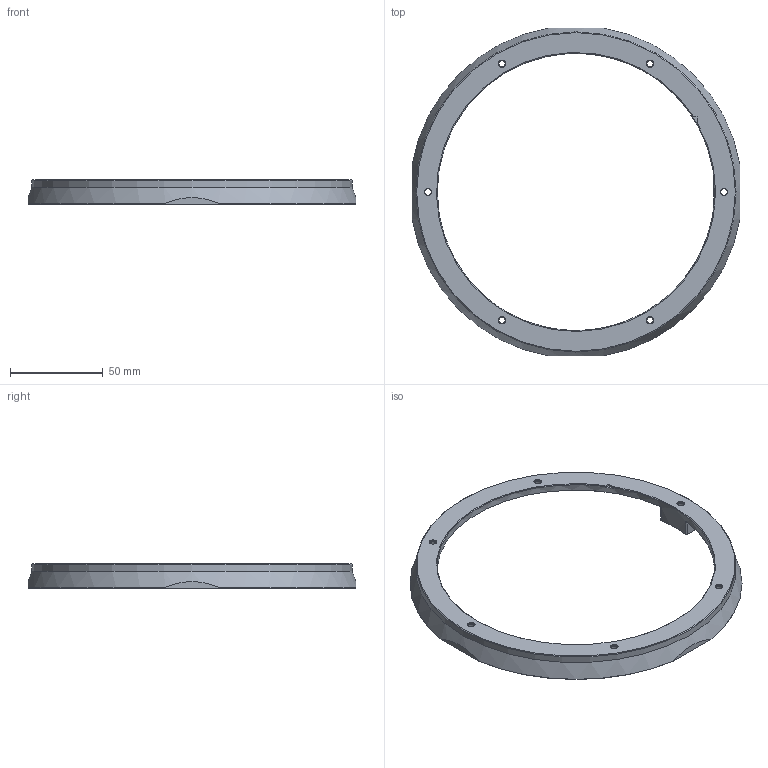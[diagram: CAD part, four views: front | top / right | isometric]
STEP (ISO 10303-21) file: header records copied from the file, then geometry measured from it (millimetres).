
FILE_DESCRIPTION(/* description */ (''),/* implementation_level */ '2;1');
FILE_NAME(/* name */ 'scale_base_adapter_ring.step',/* time_stamp */ '2024-03-31T13:01:58+02:00',/* author */ (''),/* organization */ (''),/* preprocessor_version */ 'ST-DEVELOPER v20',/* originating_system */ 'Autodesk Translation Framework v12.20.1.177',/* authorisation */ '');
FILE_SCHEMA (('AUTOMOTIVE_DESIGN { 1 0 10303 214 3 1 1 }'));
Length unit declared in the file: millimetre
Products named in the file (4): open_trickler_v1.3.2; A&D FX Shield; scale_shield_lower_assembly; scale_base_adapter_ring
Assembly tree (3 placements, depth 4):
  open_trickler_v1.3.2
    A&D FX Shield
      scale_shield_lower_assembly
        scale_base_adapter_ring
Bounding box: 177 x 177 x 13 mm (x, y, z)
Volume: 36441 mm3; surface area: 27674 mm2
Topology: 1 solids, 1 shells, 74 faces, 178 edges, 106 vertices
Faces by surface type: plane 23, cylinder 22, cone 21, torus 4, bspline 4
Full cylindrical faces by diameter (mm): 3.4 x6, 6 x6, 150 x1, 173 x1
Entity records: 2399 total; most frequent: CARTESIAN_POINT 563, DIRECTION 389, ORIENTED_EDGE 356, EDGE_CURVE 178, AXIS2_PLACEMENT_3D 161, VERTEX_POINT 106, EDGE_LOOP 94, CIRCLE 84
